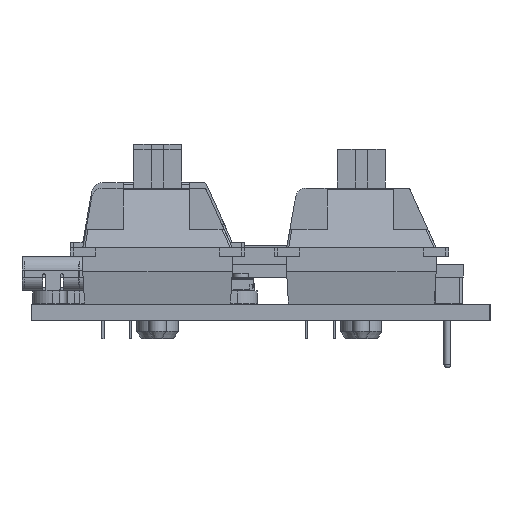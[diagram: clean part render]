
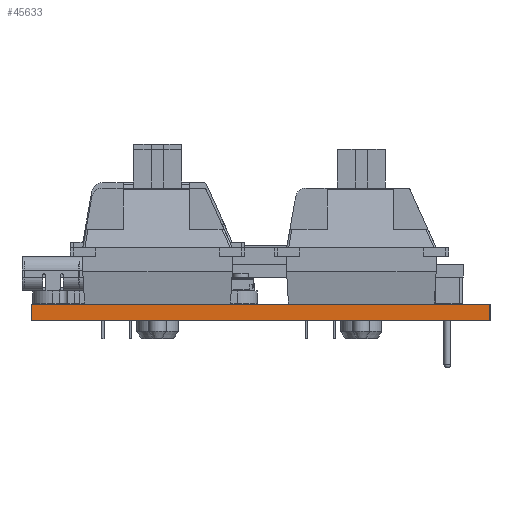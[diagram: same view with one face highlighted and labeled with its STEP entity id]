
A CAD part, left-side view. The second image highlights one B-rep face of the part: STEP entity #45633.
In plain terms, the highlighted planar face has unit normal (-1, 0, 0).
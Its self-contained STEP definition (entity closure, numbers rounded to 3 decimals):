
#45577 = VERTEX_POINT('',#45578);
#45578 = CARTESIAN_POINT('',(85.725,-128.588,1.51));
#45584 = EDGE_CURVE('',#45585,#45577,#45587,.T.);
#45585 = VERTEX_POINT('',#45586);
#45586 = CARTESIAN_POINT('',(85.725,-128.588,0.));
#45587 = LINE('',#45588,#45589);
#45588 = CARTESIAN_POINT('',(85.725,-128.588,0.));
#45589 = VECTOR('',#45590,1.);
#45590 = DIRECTION('',(0.,0.,1.));
#45633 = ADVANCED_FACE('',(#45634),#45659,.T.);
#45634 = FACE_BOUND('',#45635,.T.);
#45635 = EDGE_LOOP('',(#45636,#45637,#45645,#45653));
#45636 = ORIENTED_EDGE('',*,*,#45584,.T.);
#45637 = ORIENTED_EDGE('',*,*,#45638,.T.);
#45638 = EDGE_CURVE('',#45577,#45639,#45641,.T.);
#45639 = VERTEX_POINT('',#45640);
#45640 = CARTESIAN_POINT('',(85.725,-85.725,1.51));
#45641 = LINE('',#45642,#45643);
#45642 = CARTESIAN_POINT('',(85.725,-128.588,1.51));
#45643 = VECTOR('',#45644,1.);
#45644 = DIRECTION('',(0.,1.,0.));
#45645 = ORIENTED_EDGE('',*,*,#45646,.F.);
#45646 = EDGE_CURVE('',#45647,#45639,#45649,.T.);
#45647 = VERTEX_POINT('',#45648);
#45648 = CARTESIAN_POINT('',(85.725,-85.725,0.));
#45649 = LINE('',#45650,#45651);
#45650 = CARTESIAN_POINT('',(85.725,-85.725,0.));
#45651 = VECTOR('',#45652,1.);
#45652 = DIRECTION('',(0.,0.,1.));
#45653 = ORIENTED_EDGE('',*,*,#45654,.F.);
#45654 = EDGE_CURVE('',#45585,#45647,#45655,.T.);
#45655 = LINE('',#45656,#45657);
#45656 = CARTESIAN_POINT('',(85.725,-128.588,0.));
#45657 = VECTOR('',#45658,1.);
#45658 = DIRECTION('',(0.,1.,0.));
#45659 = PLANE('',#45660);
#45660 = AXIS2_PLACEMENT_3D('',#45661,#45662,#45663);
#45661 = CARTESIAN_POINT('',(85.725,-128.588,0.));
#45662 = DIRECTION('',(-1.,0.,0.));
#45663 = DIRECTION('',(0.,1.,0.));
